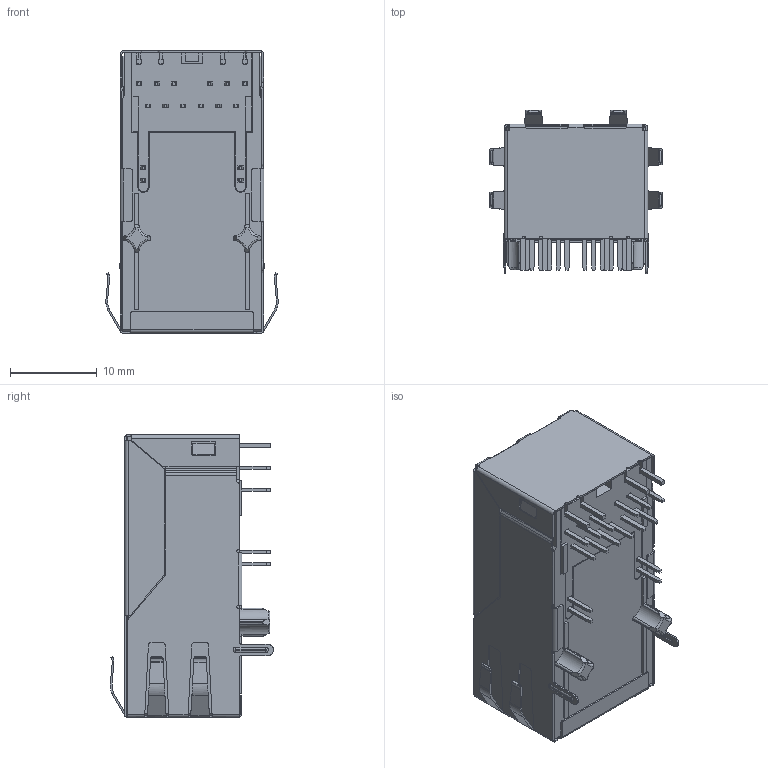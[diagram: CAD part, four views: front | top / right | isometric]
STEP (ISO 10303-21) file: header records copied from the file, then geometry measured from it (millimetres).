
FILE_DESCRIPTION (( 'STEP AP214' ), '1' );
FILE_NAME ('SPCF7-61xT020PU-F11SxxS.STEP', '2020-08-09T12:25:00', ( '' ), ( '' ), 'SwSTEP 2.0', 'SolidWorks 2016', '' );
FILE_SCHEMA (( 'AUTOMOTIVE_DESIGN' ));
Length unit declared in the file: inch
Products named in the file (22): PCB; SPCF7-61xT020PU-F11SxxS; DIP_PIN_14; DIP_PIN_2; DIP_PIN_4; RJ_P; DIP_PIN; DIP_PIN_8; DIP_PIN_7; DIP_PIN_1; DIP_PIN_15; COVER; DIP_PIN_6; DIP_PIN_12; DIP_PIN_13; DIP_PIN_9; DIP_PIN_10; DIP_PIN_11; CX_ASM; DIP_PIN_5; HOUSING; DIP_PIN_3
Assembly tree (21 placements, depth 2):
  SPCF7-61xT020PU-F11SxxS
    HOUSING
    CX_ASM
    COVER
    DIP_PIN
    DIP_PIN_1
    DIP_PIN_2
    DIP_PIN_3
    DIP_PIN_4
    DIP_PIN_5
    DIP_PIN_6
    DIP_PIN_7
    DIP_PIN_8
    DIP_PIN_9
    DIP_PIN_10
    DIP_PIN_11
    DIP_PIN_12
    DIP_PIN_13
    DIP_PIN_14
    DIP_PIN_15
    RJ_P
    PCB
Bounding box: 19.8 x 18.8 x 32.5 mm (x, y, z)
Volume: 3378 mm3; surface area: 10702.3 mm2
Topology: 21 solids, 21 shells, 2548 faces, 7229 edges, 4696 vertices
Faces by surface type: plane 1655, cylinder 813, bspline 76, torus 4
Entity records: 86349 total; most frequent: CARTESIAN_POINT 19256, ORIENTED_EDGE 14458, DIRECTION 12962, EDGE_CURVE 7229, LINE 5098, VECTOR 5098, VERTEX_POINT 4696, AXIS2_PLACEMENT_3D 3932
